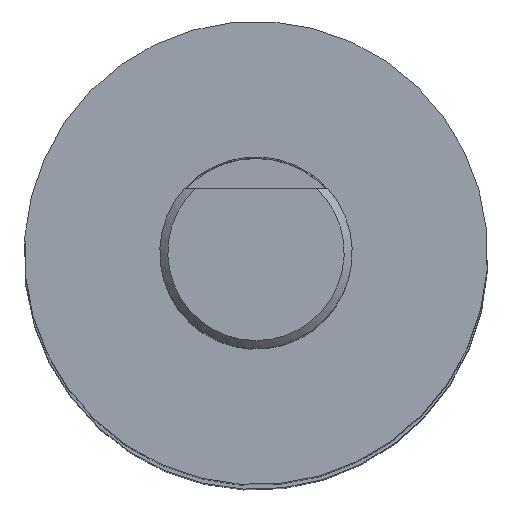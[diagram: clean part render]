
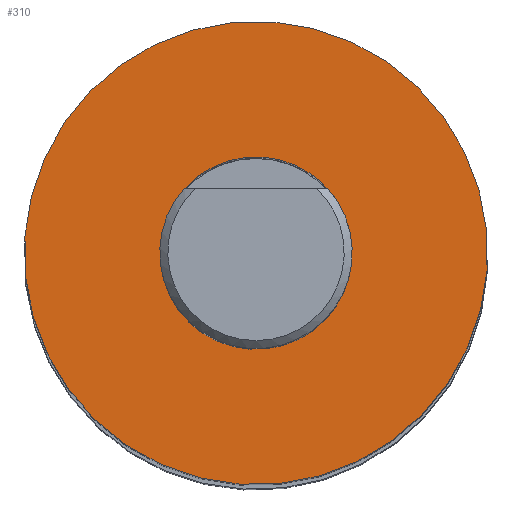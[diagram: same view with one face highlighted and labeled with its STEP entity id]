
A CAD part, top view. The second image highlights one B-rep face of the part: STEP entity #310.
In plain terms, the highlighted face is planar.
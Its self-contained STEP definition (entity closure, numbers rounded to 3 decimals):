
#34=FACE_BOUND('',#118,.T.);
#96=FACE_OUTER_BOUND('',#117,.T.);
#117=EDGE_LOOP('',(#281));
#118=EDGE_LOOP('',(#282));
#136=CIRCLE('',#407,6.);
#137=CIRCLE('',#409,14.447);
#163=VERTEX_POINT('',#601);
#164=VERTEX_POINT('',#605);
#201=EDGE_CURVE('',#163,#163,#136,.T.);
#202=EDGE_CURVE('',#164,#164,#137,.T.);
#281=ORIENTED_EDGE('',*,*,#202,.T.);
#282=ORIENTED_EDGE('',*,*,#201,.T.);
#292=PLANE('',#412);
#310=ADVANCED_FACE('',(#96,#34),#292,.T.);
#407=AXIS2_PLACEMENT_3D('',#603,#502,#503);
#409=AXIS2_PLACEMENT_3D('',#606,#506,#507);
#412=AXIS2_PLACEMENT_3D('',#611,#513,#514);
#502=DIRECTION('center_axis',(0.,-1.,0.));
#503=DIRECTION('ref_axis',(1.,0.,0.));
#506=DIRECTION('center_axis',(0.,1.,0.));
#507=DIRECTION('ref_axis',(1.,0.,0.));
#513=DIRECTION('center_axis',(0.,1.,0.));
#514=DIRECTION('ref_axis',(0.,0.,1.));
#601=CARTESIAN_POINT('',(-6.,33.,0.));
#603=CARTESIAN_POINT('Origin',(0.,33.,0.));
#605=CARTESIAN_POINT('',(-14.447,33.,0.));
#606=CARTESIAN_POINT('Origin',(0.,33.,0.));
#611=CARTESIAN_POINT('Origin',(0.,33.,0.));
